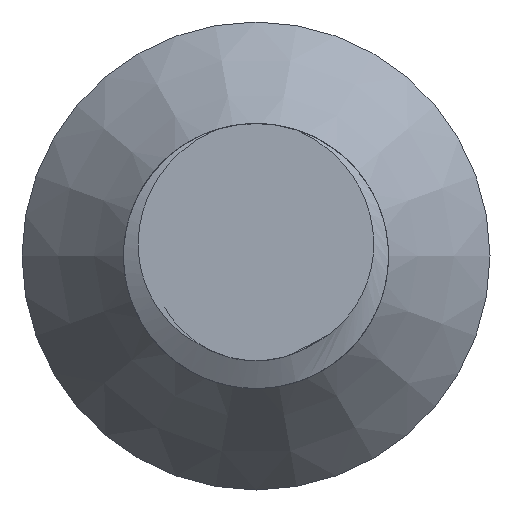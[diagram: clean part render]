
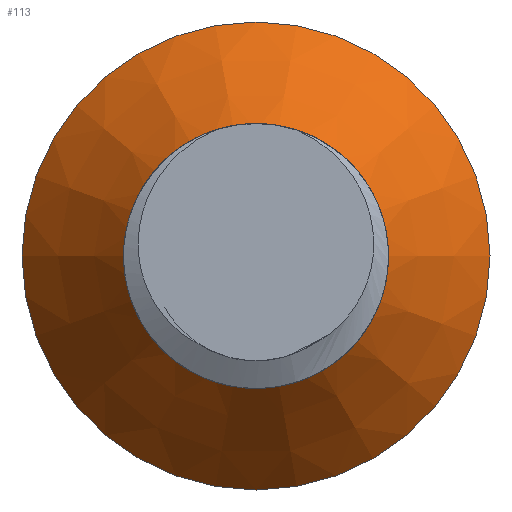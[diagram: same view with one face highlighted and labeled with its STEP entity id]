
A CAD part, front view. The second image highlights one B-rep face of the part: STEP entity #113.
In plain terms, the highlighted conical face has half-angle 36.519 degrees and reference radius 1.428 mm.
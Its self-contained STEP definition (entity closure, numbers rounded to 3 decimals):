
#93=CONICAL_SURFACE('',#213,1.428,36.519);
#94=FACE_BOUND('',#132,.T.);
#95=FACE_BOUND('',#133,.T.);
#113=ADVANCED_FACE('',(#94,#95),#93,.T.);
#132=EDGE_LOOP('',(#168));
#133=EDGE_LOOP('',(#169));
#168=ORIENTED_EDGE('',*,*,#194,.F.);
#169=ORIENTED_EDGE('',*,*,#193,.T.);
#179=VERTEX_POINT('',#4684);
#180=VERTEX_POINT('',#4687);
#193=EDGE_CURVE('',#179,#179,#199,.T.);
#194=EDGE_CURVE('',#180,#180,#200,.T.);
#199=CIRCLE('',#210,1.428);
#200=CIRCLE('',#212,2.65);
#210=AXIS2_PLACEMENT_3D('',#4683,#233,#234);
#212=AXIS2_PLACEMENT_3D('',#4686,#237,#238);
#213=AXIS2_PLACEMENT_3D('',#4688,#239,#240);
#233=DIRECTION('',(0.,1.,0.));
#234=DIRECTION('',(-1.,0.,0.));
#237=DIRECTION('',(0.,1.,0.));
#238=DIRECTION('',(-1.,0.,0.));
#239=DIRECTION('',(0.,1.,0.));
#240=DIRECTION('',(-1.,0.,0.));
#4683=CARTESIAN_POINT('',(0.,0.,0.));
#4684=CARTESIAN_POINT('',(-1.428,0.,0.));
#4686=CARTESIAN_POINT('',(0.,1.65,0.));
#4687=CARTESIAN_POINT('',(-2.65,1.65,0.));
#4688=CARTESIAN_POINT('',(0.,0.,0.));
